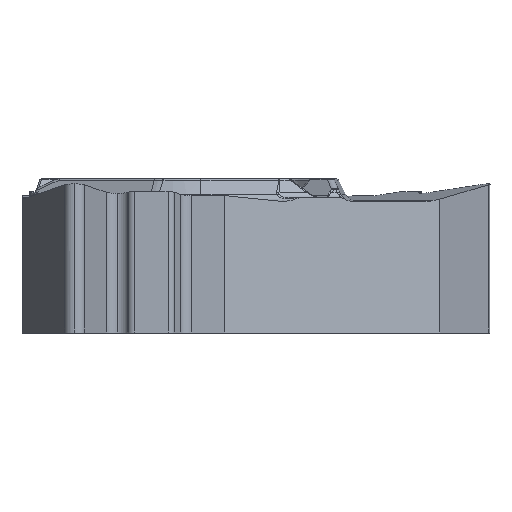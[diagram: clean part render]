
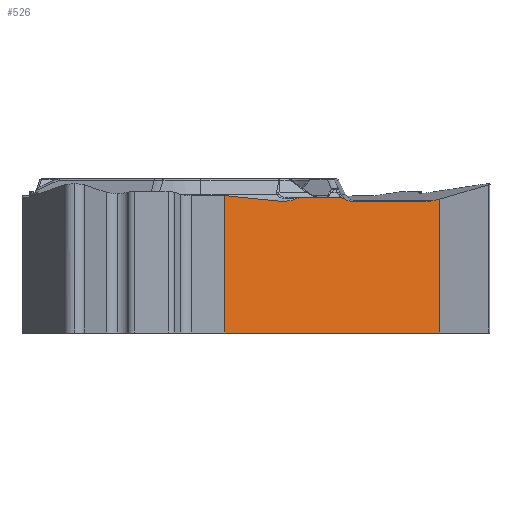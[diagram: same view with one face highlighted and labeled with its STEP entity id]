
A CAD part, front view. The second image highlights one B-rep face of the part: STEP entity #526.
In plain terms, the highlighted planar face has unit normal (0.5, -0.866, 0).
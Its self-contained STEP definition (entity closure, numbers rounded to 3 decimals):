
#225=FACE_OUTER_BOUND('',#823,.T.);
#450=ELLIPSE('',#3864,0.377,0.32);
#451=ELLIPSE('',#3865,0.177,0.15);
#452=ELLIPSE('',#3866,0.3,0.15);
#453=ELLIPSE('',#3867,0.64,0.32);
#526=ADVANCED_FACE('',(#225),#757,.F.);
#757=PLANE('',#3868);
#823=EDGE_LOOP('',(#1563,#1564,#1565,#1566,#1567,#1568,#1569,#1570,#1571,
#1572,#1573,#1574,#1575,#1576));
#1079=LINE('',#5368,#1304);
#1085=LINE('',#5390,#1310);
#1086=LINE('',#5392,#1311);
#1087=LINE('',#5396,#1312);
#1088=LINE('',#5402,#1313);
#1089=LINE('',#5414,#1314);
#1090=LINE('',#5418,#1315);
#1091=LINE('',#5420,#1316);
#1304=VECTOR('',#4260,1.);
#1310=VECTOR('',#4278,1.);
#1311=VECTOR('',#4279,1.);
#1312=VECTOR('',#4282,1.);
#1313=VECTOR('',#4287,1.);
#1314=VECTOR('',#4290,1.);
#1315=VECTOR('',#4293,1.);
#1316=VECTOR('',#4294,1.);
#1563=ORIENTED_EDGE('',*,*,#3016,.F.);
#1564=ORIENTED_EDGE('',*,*,#3027,.T.);
#1565=ORIENTED_EDGE('',*,*,#3028,.F.);
#1566=ORIENTED_EDGE('',*,*,#3029,.T.);
#1567=ORIENTED_EDGE('',*,*,#3030,.T.);
#1568=ORIENTED_EDGE('',*,*,#3031,.T.);
#1569=ORIENTED_EDGE('',*,*,#3032,.F.);
#1570=ORIENTED_EDGE('',*,*,#3033,.F.);
#1571=ORIENTED_EDGE('',*,*,#3034,.F.);
#1572=ORIENTED_EDGE('',*,*,#3035,.F.);
#1573=ORIENTED_EDGE('',*,*,#3036,.T.);
#1574=ORIENTED_EDGE('',*,*,#3037,.T.);
#1575=ORIENTED_EDGE('',*,*,#3038,.F.);
#1576=ORIENTED_EDGE('',*,*,#3039,.T.);
#2678=VERTEX_POINT('',#5367);
#2679=VERTEX_POINT('',#5369);
#2689=VERTEX_POINT('',#5391);
#2690=VERTEX_POINT('',#5393);
#2691=VERTEX_POINT('',#5395);
#2692=VERTEX_POINT('',#5397);
#2693=VERTEX_POINT('',#5399);
#2694=VERTEX_POINT('',#5401);
#2695=VERTEX_POINT('',#5403);
#2696=VERTEX_POINT('',#5405);
#2697=VERTEX_POINT('',#5413);
#2698=VERTEX_POINT('',#5415);
#2699=VERTEX_POINT('',#5417);
#2700=VERTEX_POINT('',#5419);
#3016=EDGE_CURVE('',#2678,#2679,#1079,.T.);
#3027=EDGE_CURVE('',#2678,#2689,#1085,.T.);
#3028=EDGE_CURVE('',#2690,#2689,#1086,.T.);
#3029=EDGE_CURVE('',#2690,#2691,#3563,.T.);
#3030=EDGE_CURVE('',#2691,#2692,#1087,.T.);
#3031=EDGE_CURVE('',#2692,#2693,#450,.T.);
#3032=EDGE_CURVE('',#2694,#2693,#451,.T.);
#3033=EDGE_CURVE('',#2695,#2694,#1088,.T.);
#3034=EDGE_CURVE('',#2696,#2695,#452,.T.);
#3035=EDGE_CURVE('',#2697,#2696,#3689,.T.);
#3036=EDGE_CURVE('',#2697,#2698,#1089,.T.);
#3037=EDGE_CURVE('',#2698,#2699,#453,.T.);
#3038=EDGE_CURVE('',#2700,#2699,#1090,.T.);
#3039=EDGE_CURVE('',#2700,#2679,#1091,.T.);
#3563=CIRCLE('',#3863,0.32);
#3689=B_SPLINE_CURVE_WITH_KNOTS('',3,(#5406,#5407,#5408,#5409,#5410,#5411,
#5412),.UNSPECIFIED.,.F.,.F.,(4,3,4),(0.,0.497,1.),
 .UNSPECIFIED.);
#3863=AXIS2_PLACEMENT_3D('',#5394,#4280,#4281);
#3864=AXIS2_PLACEMENT_3D('',#5398,#4283,#4284);
#3865=AXIS2_PLACEMENT_3D('',#5400,#4285,#4286);
#3866=AXIS2_PLACEMENT_3D('',#5404,#4288,#4289);
#3867=AXIS2_PLACEMENT_3D('',#5416,#4291,#4292);
#3868=AXIS2_PLACEMENT_3D('',#5421,#4295,#4296);
#4260=DIRECTION('',(-0.866,-0.5,0.));
#4278=DIRECTION('',(0.,0.,1.));
#4279=DIRECTION('',(0.853,0.492,0.174));
#4280=DIRECTION('',(-0.5,0.866,0.));
#4281=DIRECTION('',(-0.866,-0.5,0.));
#4282=DIRECTION('',(-0.866,-0.5,0.));
#4283=DIRECTION('',(-0.5,0.866,0.));
#4284=DIRECTION('',(-0.866,-0.5,0.));
#4285=DIRECTION('',(-0.5,0.866,0.));
#4286=DIRECTION('',(-0.866,-0.5,0.));
#4287=DIRECTION('',(0.866,0.5,0.));
#4288=DIRECTION('',(-0.5,0.866,0.));
#4289=DIRECTION('',(0.866,0.5,0.));
#4290=DIRECTION('',(-0.866,-0.5,0.));
#4291=DIRECTION('',(-0.5,0.866,0.));
#4292=DIRECTION('',(-0.866,-0.5,0.));
#4293=DIRECTION('',(0.863,0.498,-0.088));
#4294=DIRECTION('',(0.,0.,-1.));
#4295=DIRECTION('',(-0.5,0.866,0.));
#4296=DIRECTION('',(-0.866,-0.5,0.));
#5367=CARTESIAN_POINT('',(6.352,-1.832,-3.97));
#5368=CARTESIAN_POINT('',(8.733,-0.457,-3.97));
#5369=CARTESIAN_POINT('',(0.633,-5.134,-3.97));
#5390=CARTESIAN_POINT('',(6.352,-1.832,0.));
#5391=CARTESIAN_POINT('',(6.352,-1.832,-0.408));
#5392=CARTESIAN_POINT('',(-3.599,-7.577,-2.434));
#5393=CARTESIAN_POINT('',(6.121,-1.965,-0.455));
#5394=CARTESIAN_POINT('',(6.073,-1.993,-0.14));
#5395=CARTESIAN_POINT('',(6.073,-1.993,-0.46));
#5396=CARTESIAN_POINT('',(-3.971,-7.792,-0.46));
#5397=CARTESIAN_POINT('',(4.005,-3.187,-0.46));
#5398=CARTESIAN_POINT('',(4.005,-3.187,-0.14));
#5399=CARTESIAN_POINT('',(3.813,-3.298,-0.399));
#5400=CARTESIAN_POINT('',(3.723,-3.35,-0.52));
#5401=CARTESIAN_POINT('',(3.723,-3.35,-0.37));
#5402=CARTESIAN_POINT('',(-3.971,-7.792,-0.37));
#5403=CARTESIAN_POINT('',(2.693,-3.945,-0.37));
#5404=CARTESIAN_POINT('',(2.693,-3.945,-0.52));
#5405=CARTESIAN_POINT('',(2.538,-4.034,-0.4));
#5406=CARTESIAN_POINT('',(2.222,-4.216,-0.46));
#5407=CARTESIAN_POINT('',(2.275,-4.186,-0.46));
#5408=CARTESIAN_POINT('',(2.329,-4.155,-0.455));
#5409=CARTESIAN_POINT('',(2.381,-4.124,-0.446));
#5410=CARTESIAN_POINT('',(2.435,-4.094,-0.436));
#5411=CARTESIAN_POINT('',(2.487,-4.063,-0.421));
#5412=CARTESIAN_POINT('',(2.538,-4.034,-0.4));
#5413=CARTESIAN_POINT('',(2.222,-4.216,-0.46));
#5414=CARTESIAN_POINT('',(8.733,-0.457,-0.46));
#5415=CARTESIAN_POINT('',(2.141,-4.263,-0.46));
#5416=CARTESIAN_POINT('',(2.141,-4.263,-0.14));
#5417=CARTESIAN_POINT('',(2.045,-4.319,-0.455));
#5418=CARTESIAN_POINT('',(8.647,-0.507,-1.127));
#5419=CARTESIAN_POINT('',(0.633,-5.134,-0.311));
#5420=CARTESIAN_POINT('',(0.633,-5.134,0.));
#5421=CARTESIAN_POINT('',(8.733,-0.457,0.));
